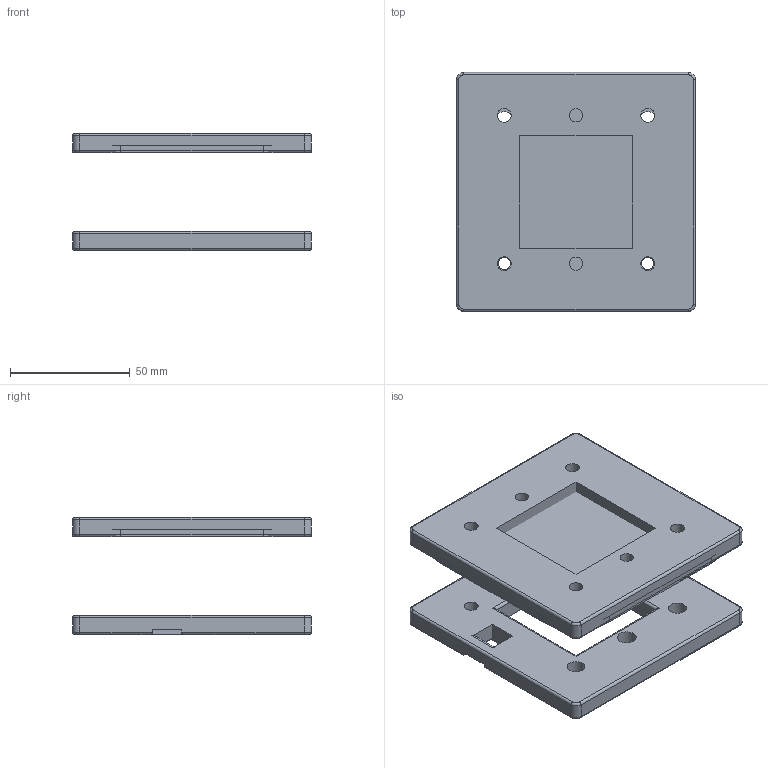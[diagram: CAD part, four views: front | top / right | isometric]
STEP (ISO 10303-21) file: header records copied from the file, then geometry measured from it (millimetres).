
FILE_DESCRIPTION(/* description */ ('STEP AP242','CAx-IF Rec.Pracs.---Representation and Presentation of Product Manufacturing Information (PMI)---4.0---2014-10-13','CAx-IF Rec.Pracs.---3D Tessellated Geometry---0.4---2014-09-14','2;1'),/* implementation_level */ '2;1');
FILE_NAME(/* name */ '663f7e54f0ed805b5e9196c1',/* time_stamp */ '2024-05-11T14:19:01Z',/* author */ (''),/* organization */ (''),/* preprocessor_version */ 'ST-DEVELOPER v20',/* originating_system */ ' ',/* authorisation */ ' ');
FILE_SCHEMA (('AP242_MANAGED_MODEL_BASED_3D_ENGINEERING_MIM_LF { 1 0 10303 442 1 1 4 }'));
Length unit declared in the file: metre
Products named in the file (3): 2040 gantry x-ax front; 2040 gantry x-ax back; VSlot 2040 Gantry
Bounding box: 100 x 100 x 49 mm (x, y, z)
Volume: 146449.9 mm3; surface area: 61285.9 mm2
Topology: 3 solids, 3 shells, 122 faces, 298 edges, 184 vertices
Faces by surface type: cylinder 66, plane 40, torus 16
Full cylindrical faces by diameter (mm): 5.1 x2, 5.5 x2, 5.8 x6, 7.3 x2, 7.5 x2, 8 x2, 9.3 x4
Entity records: 3639 total; most frequent: DIRECTION 664, CARTESIAN_POINT 587, ORIENTED_EDGE 556, EDGE_CURVE 278, AXIS2_PLACEMENT_3D 261, VERTEX_POINT 184, EDGE_LOOP 184, FACE_BOUND 184
